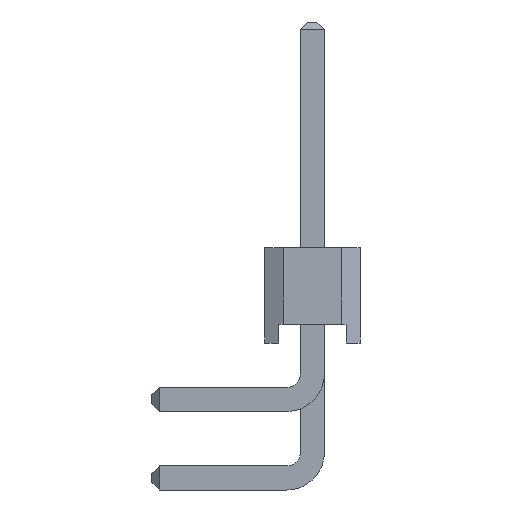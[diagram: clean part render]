
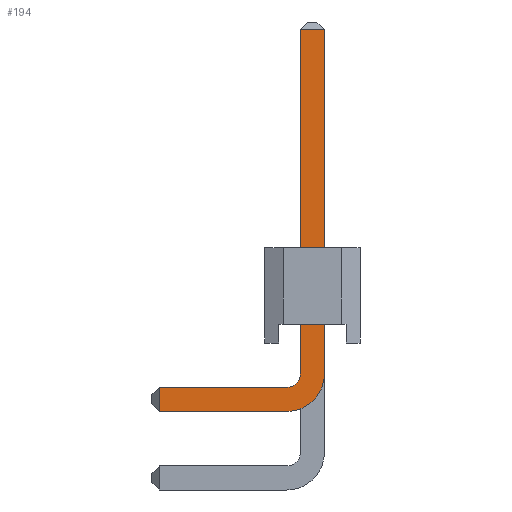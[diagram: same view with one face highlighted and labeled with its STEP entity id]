
A CAD part, left-side view. The second image highlights one B-rep face of the part: STEP entity #194.
In plain terms, the highlighted planar face has unit normal (-1, 0, 0).
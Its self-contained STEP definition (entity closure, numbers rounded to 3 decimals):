
#194 = ADVANCED_FACE( '', ( #402 ), #403, .T. );
#402 = FACE_OUTER_BOUND( '', #618, .T. );
#403 = PLANE( '', #619 );
#618 = EDGE_LOOP( '', ( #1145, #1146, #1147, #1148, #1149, #1150, #1151, #1152 ) );
#619 = AXIS2_PLACEMENT_3D( '', #1153, #1154, #1155 );
#1145 = ORIENTED_EDGE( '', *, *, #1490, .F. );
#1146 = ORIENTED_EDGE( '', *, *, #1420, .T. );
#1147 = ORIENTED_EDGE( '', *, *, #1426, .F. );
#1148 = ORIENTED_EDGE( '', *, *, #1318, .F. );
#1149 = ORIENTED_EDGE( '', *, *, #1413, .F. );
#1150 = ORIENTED_EDGE( '', *, *, #1329, .T. );
#1151 = ORIENTED_EDGE( '', *, *, #1491, .F. );
#1152 = ORIENTED_EDGE( '', *, *, #1492, .F. );
#1153 = CARTESIAN_POINT( '', ( -0.32, 0.68, -4.18 ) );
#1154 = DIRECTION( '', ( -1., 0., 0. ) );
#1155 = DIRECTION( '', ( 0., 0., 1. ) );
#1318 = EDGE_CURVE( '', #1584, #1585, #1586, .T. );
#1329 = EDGE_CURVE( '', #1524, #1601, #1603, .T. );
#1413 = EDGE_CURVE( '', #1524, #1584, #1734, .T. );
#1420 = EDGE_CURVE( '', #1738, #1743, #1745, .T. );
#1426 = EDGE_CURVE( '', #1585, #1743, #1753, .T. );
#1490 = EDGE_CURVE( '', #1738, #1836, #1837, .T. );
#1491 = EDGE_CURVE( '', #1838, #1601, #1839, .T. );
#1492 = EDGE_CURVE( '', #1836, #1838, #1840, .T. );
#1524 = VERTEX_POINT( '', #1876 );
#1584 = VERTEX_POINT( '', #1962 );
#1585 = VERTEX_POINT( '', #1963 );
#1586 = CIRCLE( '', #1964, 1. );
#1601 = VERTEX_POINT( '', #1986 );
#1603 = LINE( '', #1989, #1990 );
#1734 = LINE( '', #2185, #2186 );
#1738 = VERTEX_POINT( '', #2191 );
#1743 = VERTEX_POINT( '', #2198 );
#1745 = LINE( '', #2201, #2202 );
#1753 = LINE( '', #2213, #2214 );
#1836 = VERTEX_POINT( '', #2344 );
#1837 = LINE( '', #2345, #2346 );
#1838 = VERTEX_POINT( '', #2347 );
#1839 = LINE( '', #2348, #2349 );
#1840 = CIRCLE( '', #2350, 0.36 );
#1876 = CARTESIAN_POINT( '', ( -0.32, -0.32, 4.98 ) );
#1962 = CARTESIAN_POINT( '', ( -0.32, -0.32, -4.18 ) );
#1963 = CARTESIAN_POINT( '', ( -0.32, 0.68, -5.18 ) );
#1964 = AXIS2_PLACEMENT_3D( '', #2414, #2415, #2416 );
#1986 = CARTESIAN_POINT( '', ( -0.32, 0.32, 4.98 ) );
#1989 = CARTESIAN_POINT( '', ( -0.32, 0.32, 4.98 ) );
#1990 = VECTOR( '', #2425, 1000. );
#2185 = CARTESIAN_POINT( '', ( -0.32, -0.32, -4.18 ) );
#2186 = VECTOR( '', #2490, 1000. );
#2191 = CARTESIAN_POINT( '', ( -0.32, 4.07, -4.54 ) );
#2198 = CARTESIAN_POINT( '', ( -0.32, 4.07, -5.18 ) );
#2201 = CARTESIAN_POINT( '', ( -0.32, 4.07, -5.18 ) );
#2202 = VECTOR( '', #2495, 1000. );
#2213 = CARTESIAN_POINT( '', ( -0.32, 4.27, -5.18 ) );
#2214 = VECTOR( '', #2499, 1000. );
#2344 = CARTESIAN_POINT( '', ( -0.32, 0.68, -4.54 ) );
#2345 = CARTESIAN_POINT( '', ( -0.32, 4.27, -4.54 ) );
#2346 = VECTOR( '', #2547, 1000. );
#2347 = CARTESIAN_POINT( '', ( -0.32, 0.32, -4.18 ) );
#2348 = CARTESIAN_POINT( '', ( -0.32, 0.32, -4.18 ) );
#2349 = VECTOR( '', #2548, 1000. );
#2350 = AXIS2_PLACEMENT_3D( '', #2549, #2550, #2551 );
#2414 = CARTESIAN_POINT( '', ( -0.32, 0.68, -4.18 ) );
#2415 = DIRECTION( '', ( 1., 0., 0. ) );
#2416 = DIRECTION( '', ( 0., 1., 0. ) );
#2425 = DIRECTION( '', ( 0., 1., 0. ) );
#2490 = DIRECTION( '', ( 0., 0., -1. ) );
#2495 = DIRECTION( '', ( 0., 0., -1. ) );
#2499 = DIRECTION( '', ( 0., 1., 0. ) );
#2547 = DIRECTION( '', ( 0., -1., 0. ) );
#2548 = DIRECTION( '', ( 0., 0., 1. ) );
#2549 = CARTESIAN_POINT( '', ( -0.32, 0.68, -4.18 ) );
#2550 = DIRECTION( '', ( -1., 0., 0. ) );
#2551 = DIRECTION( '', ( 0., 1., 0. ) );
